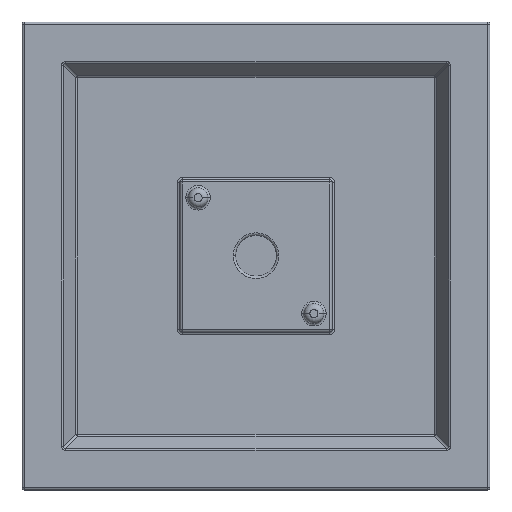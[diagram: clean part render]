
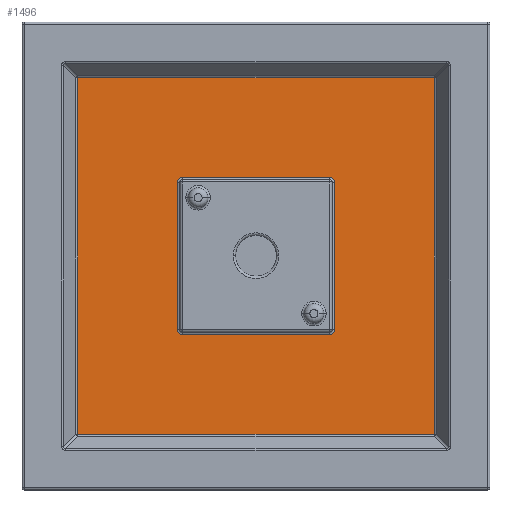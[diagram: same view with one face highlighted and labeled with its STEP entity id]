
A CAD part, top view. The second image highlights one B-rep face of the part: STEP entity #1496.
In plain terms, the highlighted planar face has unit normal (0, 0, 1).
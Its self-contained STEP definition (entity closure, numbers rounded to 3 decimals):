
#111 = CARTESIAN_POINT ( 'NONE',  ( 6.3, -6.3, 2. ) ) ;
#129 = LINE ( 'NONE', #915, #742 ) ;
#164 = CARTESIAN_POINT ( 'NONE',  ( 6.7, -6.3, 2. ) ) ;
#185 = ORIENTED_EDGE ( 'NONE', *, *, #2093, .T. ) ;
#202 = DIRECTION ( 'NONE',  ( 0., -1., 0. ) ) ;
#233 = LINE ( 'NONE', #1630, #1841 ) ;
#315 = EDGE_LOOP ( 'NONE', ( #1407, #379, #673, #1991 ) ) ;
#370 = VECTOR ( 'NONE', #1542, 1000. ) ;
#379 = ORIENTED_EDGE ( 'NONE', *, *, #950, .T. ) ;
#428 = VERTEX_POINT ( 'NONE', #1665 ) ;
#445 = DIRECTION ( 'NONE',  ( 0., 1., 0. ) ) ;
#476 = EDGE_CURVE ( 'NONE', #2443, #1679, #1294, .T. ) ;
#480 = DIRECTION ( 'NONE',  ( 0., 0., 1. ) ) ;
#493 = CARTESIAN_POINT ( 'NONE',  ( 15.23, 15.23, 2. ) ) ;
#509 = DIRECTION ( 'NONE',  ( 0., 0., 1. ) ) ;
#555 = CARTESIAN_POINT ( 'NONE',  ( 6.7, -6.5, 2. ) ) ;
#557 = CIRCLE ( 'NONE', #1587, 0.4 ) ;
#558 = DIRECTION ( 'NONE',  ( -1., 0., 0. ) ) ;
#569 = VERTEX_POINT ( 'NONE', #2002 ) ;
#580 = EDGE_CURVE ( 'NONE', #1679, #1375, #1422, .T. ) ;
#598 = CARTESIAN_POINT ( 'NONE',  ( 6.3, -6.7, 2. ) ) ;
#617 = DIRECTION ( 'NONE',  ( 1., 0., 0. ) ) ;
#635 = CARTESIAN_POINT ( 'NONE',  ( -6.7, 6.3, 2. ) ) ;
#646 = CARTESIAN_POINT ( 'NONE',  ( -6.3, 6.3, 2. ) ) ;
#673 = ORIENTED_EDGE ( 'NONE', *, *, #2233, .T. ) ;
#732 = EDGE_CURVE ( 'NONE', #2044, #966, #1421, .T. ) ;
#741 = CARTESIAN_POINT ( 'NONE',  ( -6.3, -6.7, 2. ) ) ;
#742 = VECTOR ( 'NONE', #1702, 1000. ) ;
#743 = VECTOR ( 'NONE', #445, 1000. ) ;
#877 = AXIS2_PLACEMENT_3D ( 'NONE', #1774, #2325, #558 ) ;
#904 = ORIENTED_EDGE ( 'NONE', *, *, #732, .F. ) ;
#915 = CARTESIAN_POINT ( 'NONE',  ( -6.7, 6.5, 2. ) ) ;
#918 = LINE ( 'NONE', #1511, #1937 ) ;
#950 = EDGE_CURVE ( 'NONE', #1375, #569, #233, .T. ) ;
#966 = VERTEX_POINT ( 'NONE', #635 ) ;
#986 = DIRECTION ( 'NONE',  ( -1., 0., 0. ) ) ;
#1015 = LINE ( 'NONE', #2446, #743 ) ;
#1047 = EDGE_CURVE ( 'NONE', #1497, #1336, #557, .T. ) ;
#1068 = DIRECTION ( 'NONE',  ( -1., 0., 0. ) ) ;
#1080 = VECTOR ( 'NONE', #986, 1000. ) ;
#1161 = CARTESIAN_POINT ( 'NONE',  ( -15.345, 15.23, 2. ) ) ;
#1171 = LINE ( 'NONE', #2158, #1080 ) ;
#1192 = DIRECTION ( 'NONE',  ( 0., -1., 0. ) ) ;
#1281 = DIRECTION ( 'NONE',  ( 0., 0., -1. ) ) ;
#1294 = LINE ( 'NONE', #1161, #370 ) ;
#1336 = VERTEX_POINT ( 'NONE', #741 ) ;
#1356 = CARTESIAN_POINT ( 'NONE',  ( -15.23, 15.23, 2. ) ) ;
#1375 = VERTEX_POINT ( 'NONE', #1957 ) ;
#1379 = CARTESIAN_POINT ( 'NONE',  ( -15.23, -15.345, 2. ) ) ;
#1394 = ORIENTED_EDGE ( 'NONE', *, *, #1986, .F. ) ;
#1395 = FACE_BOUND ( 'NONE', #2369, .T. ) ;
#1407 = ORIENTED_EDGE ( 'NONE', *, *, #580, .T. ) ;
#1421 = CIRCLE ( 'NONE', #2152, 0.4 ) ;
#1422 = LINE ( 'NONE', #1379, #2450 ) ;
#1453 = EDGE_CURVE ( 'NONE', #1681, #1689, #1547, .T. ) ;
#1470 = CARTESIAN_POINT ( 'NONE',  ( 0., 0., 2. ) ) ;
#1490 = DIRECTION ( 'NONE',  ( 1., 0., 0. ) ) ;
#1496 = ADVANCED_FACE ( 'NONE', ( #1981, #1395 ), #1664, .F. ) ;
#1497 = VERTEX_POINT ( 'NONE', #2454 ) ;
#1501 = DIRECTION ( 'NONE',  ( -1., 0., 0. ) ) ;
#1511 = CARTESIAN_POINT ( 'NONE',  ( 6.5, 6.7, 2. ) ) ;
#1542 = DIRECTION ( 'NONE',  ( -1., 0., 0. ) ) ;
#1547 = LINE ( 'NONE', #555, #1706 ) ;
#1587 = AXIS2_PLACEMENT_3D ( 'NONE', #1992, #1792, #1068 ) ;
#1630 = CARTESIAN_POINT ( 'NONE',  ( 15.345, -15.23, 2. ) ) ;
#1637 = ORIENTED_EDGE ( 'NONE', *, *, #1453, .T. ) ;
#1641 = DIRECTION ( 'NONE',  ( -1., 0., 0. ) ) ;
#1664 = PLANE ( 'NONE',  #2246 ) ;
#1665 = CARTESIAN_POINT ( 'NONE',  ( 6.3, 6.7, 2. ) ) ;
#1679 = VERTEX_POINT ( 'NONE', #1356 ) ;
#1681 = VERTEX_POINT ( 'NONE', #2127 ) ;
#1689 = VERTEX_POINT ( 'NONE', #164 ) ;
#1702 = DIRECTION ( 'NONE',  ( 0., 1., 0. ) ) ;
#1706 = VECTOR ( 'NONE', #1192, 1000. ) ;
#1774 = CARTESIAN_POINT ( 'NONE',  ( 6.3, 6.3, 2. ) ) ;
#1792 = DIRECTION ( 'NONE',  ( 0., 0., 1. ) ) ;
#1841 = VECTOR ( 'NONE', #617, 1000. ) ;
#1875 = DIRECTION ( 'NONE',  ( -1., 0., 0. ) ) ;
#1937 = VECTOR ( 'NONE', #1490, 1000. ) ;
#1957 = CARTESIAN_POINT ( 'NONE',  ( -15.23, -15.23, 2. ) ) ;
#1978 = CIRCLE ( 'NONE', #2383, 0.4 ) ;
#1981 = FACE_OUTER_BOUND ( 'NONE', #315, .T. ) ;
#1986 = EDGE_CURVE ( 'NONE', #2117, #1689, #1978, .T. ) ;
#1991 = ORIENTED_EDGE ( 'NONE', *, *, #476, .T. ) ;
#1992 = CARTESIAN_POINT ( 'NONE',  ( -6.3, -6.3, 2. ) ) ;
#2002 = CARTESIAN_POINT ( 'NONE',  ( 15.23, -15.23, 2. ) ) ;
#2044 = VERTEX_POINT ( 'NONE', #2285 ) ;
#2054 = EDGE_CURVE ( 'NONE', #2044, #428, #918, .T. ) ;
#2070 = ORIENTED_EDGE ( 'NONE', *, *, #2489, .T. ) ;
#2093 = EDGE_CURVE ( 'NONE', #2117, #1336, #1171, .T. ) ;
#2102 = EDGE_CURVE ( 'NONE', #1681, #428, #2138, .T. ) ;
#2117 = VERTEX_POINT ( 'NONE', #598 ) ;
#2127 = CARTESIAN_POINT ( 'NONE',  ( 6.7, 6.3, 2. ) ) ;
#2138 = CIRCLE ( 'NONE', #877, 0.4 ) ;
#2152 = AXIS2_PLACEMENT_3D ( 'NONE', #646, #480, #1641 ) ;
#2158 = CARTESIAN_POINT ( 'NONE',  ( -6.5, -6.7, 2. ) ) ;
#2175 = ORIENTED_EDGE ( 'NONE', *, *, #2054, .T. ) ;
#2233 = EDGE_CURVE ( 'NONE', #569, #2443, #1015, .T. ) ;
#2246 = AXIS2_PLACEMENT_3D ( 'NONE', #1470, #1281, #1875 ) ;
#2285 = CARTESIAN_POINT ( 'NONE',  ( -6.3, 6.7, 2. ) ) ;
#2310 = ORIENTED_EDGE ( 'NONE', *, *, #2102, .F. ) ;
#2325 = DIRECTION ( 'NONE',  ( 0., 0., 1. ) ) ;
#2369 = EDGE_LOOP ( 'NONE', ( #2310, #1637, #1394, #185, #2537, #2070, #904, #2175 ) ) ;
#2383 = AXIS2_PLACEMENT_3D ( 'NONE', #111, #509, #1501 ) ;
#2443 = VERTEX_POINT ( 'NONE', #493 ) ;
#2446 = CARTESIAN_POINT ( 'NONE',  ( 15.23, 15.345, 2. ) ) ;
#2450 = VECTOR ( 'NONE', #202, 1000. ) ;
#2454 = CARTESIAN_POINT ( 'NONE',  ( -6.7, -6.3, 2. ) ) ;
#2489 = EDGE_CURVE ( 'NONE', #1497, #966, #129, .T. ) ;
#2537 = ORIENTED_EDGE ( 'NONE', *, *, #1047, .F. ) ;
